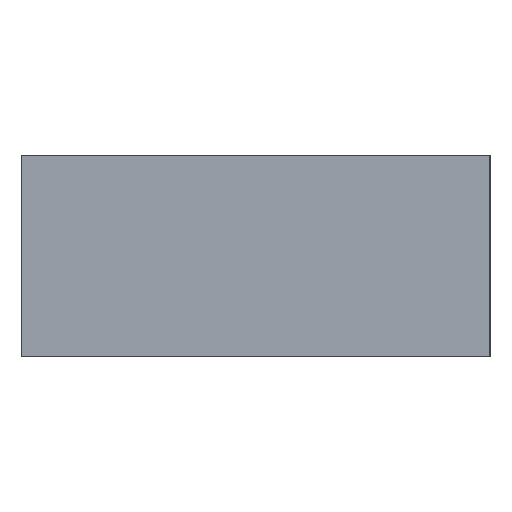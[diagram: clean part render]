
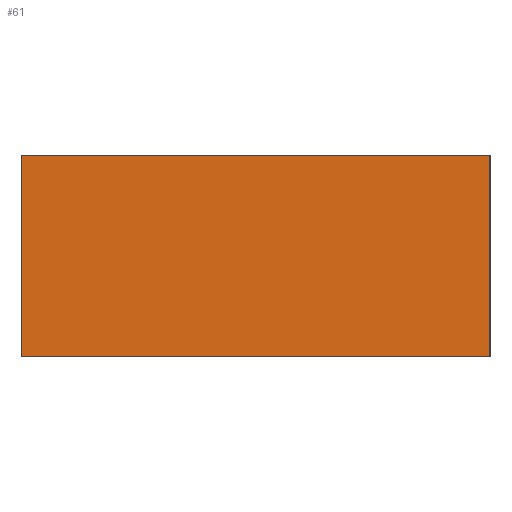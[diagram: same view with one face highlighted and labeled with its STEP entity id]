
A CAD part, left-side view. The second image highlights one B-rep face of the part: STEP entity #61.
In plain terms, the highlighted planar face has unit normal (-1, 0, 0).
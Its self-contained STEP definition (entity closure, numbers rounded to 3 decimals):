
#61=ADVANCED_FACE($,(#164),#1348,.T.);
#164=FACE_OUTER_BOUND($,#291,.T.);
#291=EDGE_LOOP($,(#495,#496,#497,#498));
#495=ORIENTED_EDGE($,*,*,#981,.T.);
#496=ORIENTED_EDGE($,*,*,#927,.F.);
#497=ORIENTED_EDGE($,*,*,#984,.F.);
#498=ORIENTED_EDGE($,*,*,#961,.T.);
#927=EDGE_CURVE($,#1186,#1183,#1603,.T.);
#961=EDGE_CURVE($,#1216,#1213,#1607,.T.);
#981=EDGE_CURVE($,#1213,#1183,#1609,.T.);
#984=EDGE_CURVE($,#1216,#1186,#1612,.T.);
#1183=VERTEX_POINT($,#3712);
#1186=VERTEX_POINT($,#3715);
#1213=VERTEX_POINT($,#3742);
#1216=VERTEX_POINT($,#3745);
#1348=PLANE($,#1797);
#1603=B_SPLINE_CURVE_WITH_KNOTS($,1,(#1895,#1896),.UNSPECIFIED.,.F.,.F.,
(2,2),(-32.5,32.5),.UNSPECIFIED.);
#1607=B_SPLINE_CURVE_WITH_KNOTS($,1,(#2045,#2046),.UNSPECIFIED.,.F.,.F.,
(2,2),(-32.5,32.5),.UNSPECIFIED.);
#1609=B_SPLINE_CURVE_WITH_KNOTS($,1,(#2139,#2140),.UNSPECIFIED.,.F.,.F.,
(2,2),(-14.,14.),.UNSPECIFIED.);
#1612=B_SPLINE_CURVE_WITH_KNOTS($,1,(#2145,#2146),.UNSPECIFIED.,.F.,.F.,
(2,2),(-14.,14.),.UNSPECIFIED.);
#1797=AXIS2_PLACEMENT_3D($,#2899,#1819,$);
#1819=DIRECTION($,(-1.,0.,0.));
#1895=CARTESIAN_POINT($,(243.,65.,73.));
#1896=CARTESIAN_POINT($,(243.,0.,73.));
#2045=CARTESIAN_POINT($,(243.,65.,45.));
#2046=CARTESIAN_POINT($,(243.,0.,45.));
#2139=CARTESIAN_POINT($,(243.,0.,45.));
#2140=CARTESIAN_POINT($,(243.,0.,73.));
#2145=CARTESIAN_POINT($,(243.,65.,45.));
#2146=CARTESIAN_POINT($,(243.,65.,73.));
#2899=CARTESIAN_POINT($,(243.,0.,45.));
#3712=CARTESIAN_POINT($,(243.,0.,73.));
#3715=CARTESIAN_POINT($,(243.,65.,73.));
#3742=CARTESIAN_POINT($,(243.,0.,45.));
#3745=CARTESIAN_POINT($,(243.,65.,45.));
